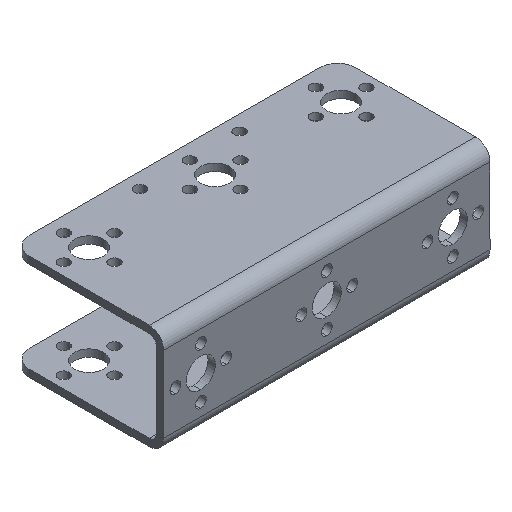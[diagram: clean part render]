
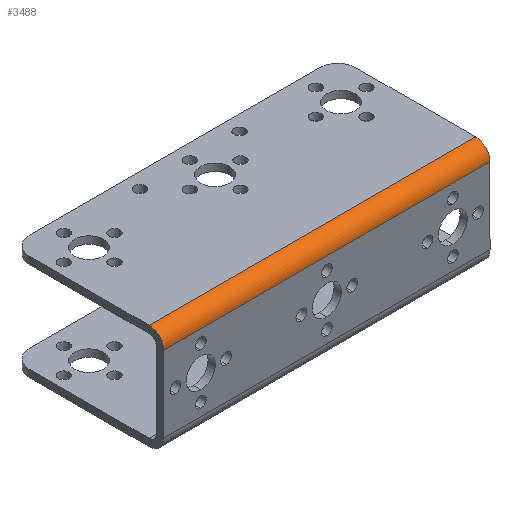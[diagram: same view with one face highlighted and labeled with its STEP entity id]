
A CAD part, isometric view. The second image highlights one B-rep face of the part: STEP entity #3488.
In plain terms, the highlighted cylindrical face has radius 4 mm (diameter 8 mm), a partial arc.
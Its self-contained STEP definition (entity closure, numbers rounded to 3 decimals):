
#264 = ORIENTED_EDGE ( 'NONE', *, *, #3064, .F. ) ;
#408 = DIRECTION ( 'NONE',  ( -1., 0., 0. ) ) ;
#494 = CARTESIAN_POINT ( 'NONE',  ( 45., 0., -4. ) ) ;
#571 = AXIS2_PLACEMENT_3D ( 'NONE', #703, #3657, #2054 ) ;
#703 = CARTESIAN_POINT ( 'NONE',  ( -45., 4., -4. ) ) ;
#744 = VERTEX_POINT ( 'NONE', #4203 ) ;
#864 = ORIENTED_EDGE ( 'NONE', *, *, #1864, .F. ) ;
#1010 = ORIENTED_EDGE ( 'NONE', *, *, #4117, .T. ) ;
#1057 = CARTESIAN_POINT ( 'NONE',  ( -45., 4., -4. ) ) ;
#1059 = DIRECTION ( 'NONE',  ( 1., 0., 0. ) ) ;
#1195 = VERTEX_POINT ( 'NONE', #3189 ) ;
#1266 = CIRCLE ( 'NONE', #1335, 4. ) ;
#1335 = AXIS2_PLACEMENT_3D ( 'NONE', #2389, #1059, #1940 ) ;
#1854 = EDGE_CURVE ( 'NONE', #3755, #1195, #3747, .T. ) ;
#1864 = EDGE_CURVE ( 'NONE', #1195, #744, #3093, .T. ) ;
#1912 = VECTOR ( 'NONE', #3799, 1000. ) ;
#1940 = DIRECTION ( 'NONE',  ( 0., 0., 1. ) ) ;
#2032 = FACE_OUTER_BOUND ( 'NONE', #4287, .T. ) ;
#2042 = VECTOR ( 'NONE', #3886, 1000. ) ;
#2054 = DIRECTION ( 'NONE',  ( 0., -1., 0. ) ) ;
#2061 = DIRECTION ( 'NONE',  ( 0., 0., 1. ) ) ;
#2203 = CARTESIAN_POINT ( 'NONE',  ( -45., 0., -4. ) ) ;
#2291 = CARTESIAN_POINT ( 'NONE',  ( 45., 0., -4. ) ) ;
#2389 = CARTESIAN_POINT ( 'NONE',  ( 45., 4., -4. ) ) ;
#2485 = LINE ( 'NONE', #494, #2042 ) ;
#2697 = ORIENTED_EDGE ( 'NONE', *, *, #1854, .F. ) ;
#3064 = EDGE_CURVE ( 'NONE', #744, #4249, #1266, .T. ) ;
#3093 = LINE ( 'NONE', #3826, #1912 ) ;
#3189 = CARTESIAN_POINT ( 'NONE',  ( -45., 4., 0. ) ) ;
#3387 = CYLINDRICAL_SURFACE ( 'NONE', #571, 4. ) ;
#3488 = ADVANCED_FACE ( 'NONE', ( #2032 ), #3387, .T. ) ;
#3657 = DIRECTION ( 'NONE',  ( -1., 0., 0. ) ) ;
#3747 = CIRCLE ( 'NONE', #3815, 4. ) ;
#3755 = VERTEX_POINT ( 'NONE', #2203 ) ;
#3799 = DIRECTION ( 'NONE',  ( 1., 0., 0. ) ) ;
#3815 = AXIS2_PLACEMENT_3D ( 'NONE', #1057, #408, #2061 ) ;
#3826 = CARTESIAN_POINT ( 'NONE',  ( -45., 4., 0. ) ) ;
#3886 = DIRECTION ( 'NONE',  ( 1., 0., 0. ) ) ;
#4117 = EDGE_CURVE ( 'NONE', #3755, #4249, #2485, .T. ) ;
#4203 = CARTESIAN_POINT ( 'NONE',  ( 45., 4., 0. ) ) ;
#4249 = VERTEX_POINT ( 'NONE', #2291 ) ;
#4287 = EDGE_LOOP ( 'NONE', ( #864, #2697, #1010, #264 ) ) ;
